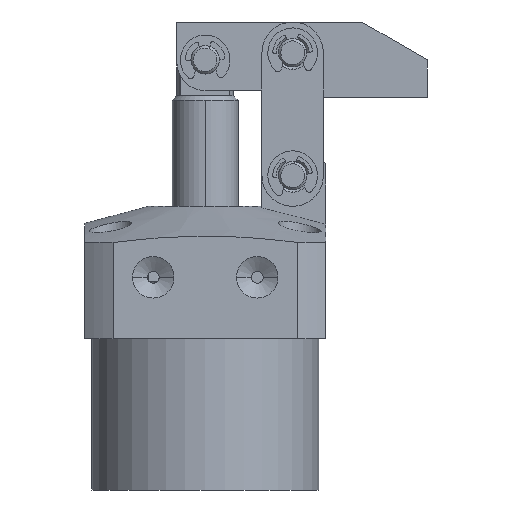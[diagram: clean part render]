
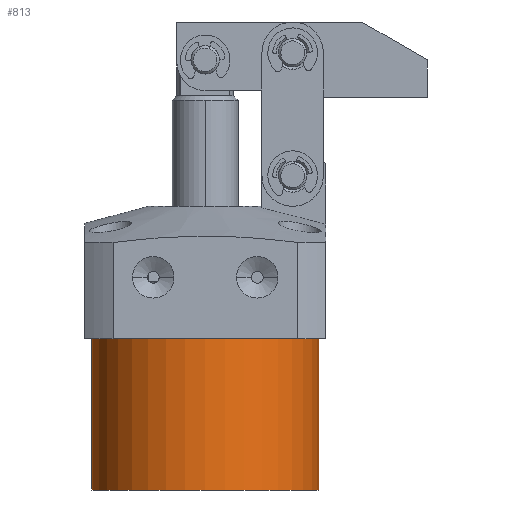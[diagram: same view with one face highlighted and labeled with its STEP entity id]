
A CAD part, left-side view. The second image highlights one B-rep face of the part: STEP entity #813.
In plain terms, the highlighted cylindrical face has radius 24 mm (diameter 48 mm), a partial arc.
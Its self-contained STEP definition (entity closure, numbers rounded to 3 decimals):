
#156 = EDGE_LOOP ( 'NONE', ( #333, #6123, #3206, #4630 ) ) ;
#333 = ORIENTED_EDGE ( 'NONE', *, *, #2033, .F. ) ;
#468 = CIRCLE ( 'NONE', #1329, 24. ) ;
#647 = VERTEX_POINT ( 'NONE', #5022 ) ;
#813 = ADVANCED_FACE ( 'NONE', ( #6183 ), #4065, .T. ) ;
#1111 = CARTESIAN_POINT ( 'NONE',  ( 0., 32., 0. ) ) ;
#1285 = AXIS2_PLACEMENT_3D ( 'NONE', #3141, #6368, #2994 ) ;
#1329 = AXIS2_PLACEMENT_3D ( 'NONE', #1111, #3612, #3187 ) ;
#1347 = VERTEX_POINT ( 'NONE', #4979 ) ;
#1410 = LINE ( 'NONE', #5538, #3647 ) ;
#1711 = AXIS2_PLACEMENT_3D ( 'NONE', #2719, #6244, #3221 ) ;
#1859 = DIRECTION ( 'NONE',  ( 0., -1., 0. ) ) ;
#1967 = DIRECTION ( 'NONE',  ( 0., -1., 0. ) ) ;
#2033 = EDGE_CURVE ( 'NONE', #647, #3851, #1410, .T. ) ;
#2142 = EDGE_CURVE ( 'NONE', #647, #1347, #468, .T. ) ;
#2462 = VERTEX_POINT ( 'NONE', #2880 ) ;
#2719 = CARTESIAN_POINT ( 'NONE',  ( 0., 0., 0. ) ) ;
#2782 = CIRCLE ( 'NONE', #1711, 24. ) ;
#2880 = CARTESIAN_POINT ( 'NONE',  ( 0., 0., -24. ) ) ;
#2994 = DIRECTION ( 'NONE',  ( 0., 0., -1. ) ) ;
#3141 = CARTESIAN_POINT ( 'NONE',  ( 0., -4.604, 0. ) ) ;
#3187 = DIRECTION ( 'NONE',  ( 0., 0., -1. ) ) ;
#3206 = ORIENTED_EDGE ( 'NONE', *, *, #4465, .T. ) ;
#3221 = DIRECTION ( 'NONE',  ( 0., 0., -1. ) ) ;
#3340 = EDGE_CURVE ( 'NONE', #2462, #3851, #2782, .T. ) ;
#3612 = DIRECTION ( 'NONE',  ( 0., -1., 0. ) ) ;
#3647 = VECTOR ( 'NONE', #1967, 1000. ) ;
#3851 = VERTEX_POINT ( 'NONE', #6198 ) ;
#4065 = CYLINDRICAL_SURFACE ( 'NONE', #1285, 24. ) ;
#4367 = CARTESIAN_POINT ( 'NONE',  ( 0., -4.604, -24. ) ) ;
#4465 = EDGE_CURVE ( 'NONE', #1347, #2462, #6188, .T. ) ;
#4630 = ORIENTED_EDGE ( 'NONE', *, *, #3340, .T. ) ;
#4979 = CARTESIAN_POINT ( 'NONE',  ( 0., 32., -24. ) ) ;
#5022 = CARTESIAN_POINT ( 'NONE',  ( 0., 32., 24. ) ) ;
#5538 = CARTESIAN_POINT ( 'NONE',  ( 0., -4.604, 24. ) ) ;
#6123 = ORIENTED_EDGE ( 'NONE', *, *, #2142, .T. ) ;
#6183 = FACE_OUTER_BOUND ( 'NONE', #156, .T. ) ;
#6188 = LINE ( 'NONE', #4367, #6445 ) ;
#6198 = CARTESIAN_POINT ( 'NONE',  ( 0., 0., 24. ) ) ;
#6244 = DIRECTION ( 'NONE',  ( 0., 1., 0. ) ) ;
#6368 = DIRECTION ( 'NONE',  ( 0., -1., 0. ) ) ;
#6445 = VECTOR ( 'NONE', #1859, 1000. ) ;
